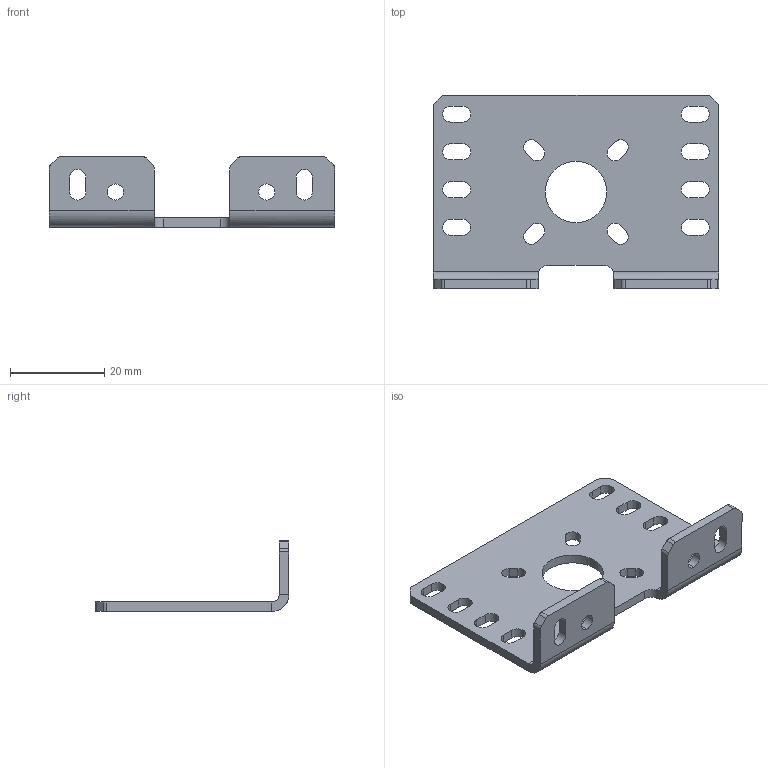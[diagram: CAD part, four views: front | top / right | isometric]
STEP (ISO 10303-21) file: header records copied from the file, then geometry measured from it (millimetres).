
FILE_DESCRIPTION (( 'STEP AP203' ), '1' );
FILE_NAME ('REV-41-1566 and REV-41-1567.STEP', '2018-08-22T20:56:35', ( '' ), ( '' ), 'SwSTEP 2.0', 'SolidWorks 2017', '' );
FILE_SCHEMA (( 'CONFIG_CONTROL_DESIGN' ));
Length unit declared in the file: millimetre
Products named in the file (1): REV-41-1566 and REV-41-1567
Bounding box: 60.4 x 41 x 15 mm (x, y, z)
Volume: 5055.4 mm3; surface area: 6109.7 mm2
Topology: 1 solids, 1 shells, 120 faces, 342 edges, 224 vertices
Faces by surface type: cylinder 66, plane 54
Entity records: 4095 total; most frequent: DIRECTION 712, CARTESIAN_POINT 703, ORIENTED_EDGE 684, EDGE_CURVE 342, AXIS2_PLACEMENT_3D 253, VERTEX_POINT 224, LINE 206, VECTOR 206
